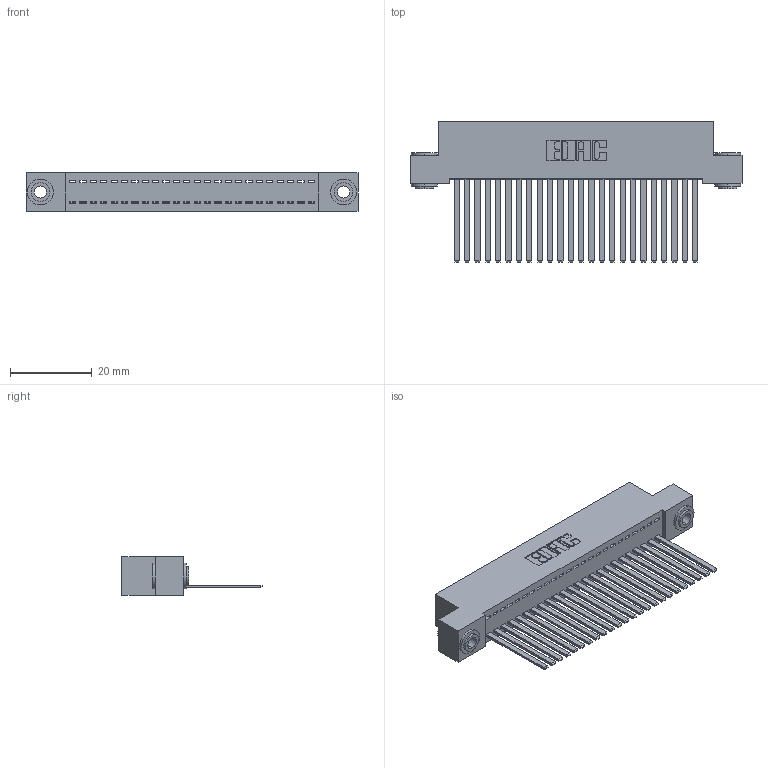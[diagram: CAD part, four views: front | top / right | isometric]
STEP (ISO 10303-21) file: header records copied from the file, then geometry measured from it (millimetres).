
FILE_DESCRIPTION (( 'STEP AP203' ), '1' );
FILE_NAME ('342-024-544-103.STEP', '2018-08-11T02:42:11', ( '' ), ( '' ), 'SwSTEP 2.0', 'SolidWorks 2016', '' );
FILE_SCHEMA (( 'CONFIG_CONTROL_DESIGN' ));
Length unit declared in the file: inch
Products named in the file (4): 342-250-002_345-250-002-102; 342-024-544-103; 342 Part_.156 TH; 345-292-001_345-293-144
Assembly tree (27 placements, depth 2):
  342-024-544-103
    342 Part_.156 TH
    345-292-001_345-293-144  x24
    342-250-002_345-250-002-102  x2
Bounding box: 81.28 x 34.3 x 9.4 mm (x, y, z)
Volume: 7361.1 mm3; surface area: 11490.6 mm2
Topology: 27 solids, 27 shells, 1396 faces, 4167 edges, 2742 vertices
Faces by surface type: plane 988, cylinder 400, cone 8
Entity records: 17334 total; most frequent: CARTESIAN_POINT 2969, ORIENTED_EDGE 2922, DIRECTION 2571, EDGE_CURVE 1461, LINE 1313, VECTOR 1313, VERTEX_POINT 970, AXIS2_PLACEMENT_3D 629
